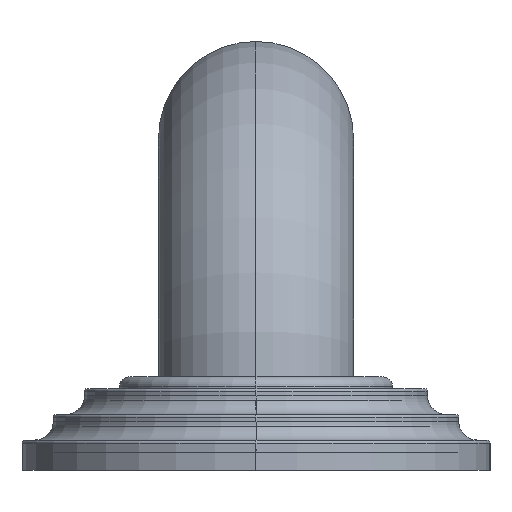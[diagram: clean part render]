
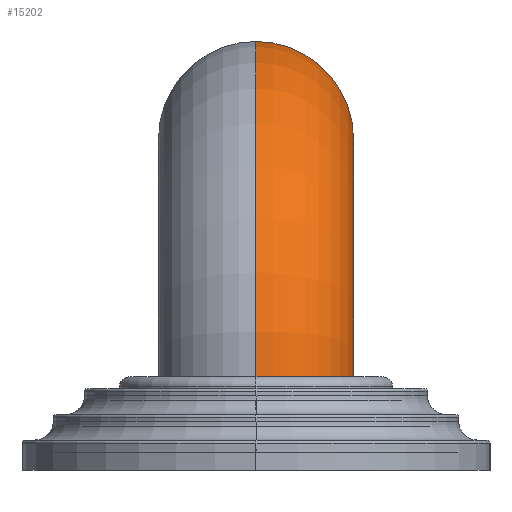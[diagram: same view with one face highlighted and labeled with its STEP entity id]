
A CAD part, left-side view. The second image highlights one B-rep face of the part: STEP entity #15202.
In plain terms, the highlighted toroidal (fillet/blend) face has major radius 41.275 mm and minor radius 15.875 mm.
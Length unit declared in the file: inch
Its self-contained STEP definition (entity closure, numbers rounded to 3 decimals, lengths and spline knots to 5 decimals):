
#14004=CARTESIAN_POINT('',(-21.,0.,-1.625));
#14005=DIRECTION('',(0.,0.,1.));
#14006=DIRECTION('',(-1.,0.,0.));
#14007=AXIS2_PLACEMENT_3D('',#14004,#14005,#14006);
#14009=CARTESIAN_POINT('',(-19.375,0.,-1.625));
#14010=DIRECTION('',(0.,1.,0.));
#14011=DIRECTION('',(-1.,0.,0.));
#14012=AXIS2_PLACEMENT_3D('',#14009,#14010,#14011);
#14019=CARTESIAN_POINT('',(-19.375,0.,-1.625));
#14020=DIRECTION('',(0.,1.,0.));
#14021=DIRECTION('',(-1.,0.,0.));
#14022=AXIS2_PLACEMENT_3D('',#14019,#14020,#14021);
#14296=CARTESIAN_POINT('',(-19.375,0.,0.));
#14297=DIRECTION('',(1.,0.,0.));
#14298=DIRECTION('',(0.,0.,1.));
#14299=AXIS2_PLACEMENT_3D('',#14296,#14297,#14298);
#15028=CARTESIAN_POINT('',(-20.375,0.,-1.625));
#15029=CARTESIAN_POINT('',(-21.625,0.,-1.625));
#15030=VERTEX_POINT('',#15028);
#15031=VERTEX_POINT('',#15029);
#15032=CARTESIAN_POINT('',(-19.375,0.,-0.625));
#15033=CARTESIAN_POINT('',(-19.375,0.,0.625));
#15034=VERTEX_POINT('',#15032);
#15035=VERTEX_POINT('',#15033);
#15188=CARTESIAN_POINT('',(-19.375,0.,-1.625));
#15189=DIRECTION('',(0.,1.,0.));
#15190=DIRECTION('',(1.,0.,0.));
#15191=AXIS2_PLACEMENT_3D('',#15188,#15189,#15190);
#15192=TOROIDAL_SURFACE('',#15191,1.625,0.625);
#15193=ORIENTED_EDGE('',*,*,#15182,.F.);
#15195=ORIENTED_EDGE('',*,*,#15194,.T.);
#15197=ORIENTED_EDGE('',*,*,#15196,.T.);
#15199=ORIENTED_EDGE('',*,*,#15198,.F.);
#15200=EDGE_LOOP('',(#15193,#15195,#15197,#15199));
#15201=FACE_OUTER_BOUND('',#15200,.F.);
#15202=ADVANCED_FACE('',(#15201),#15192,.T.);
#14008=CIRCLE('',#14007,0.625);
#14013=CIRCLE('',#14012,2.25);
#14023=CIRCLE('',#14022,1.);
#14300=CIRCLE('',#14299,0.625);
#15182=EDGE_CURVE('',#15031,#15030,#14008,.T.);
#15194=EDGE_CURVE('',#15031,#15035,#14013,.T.);
#15196=EDGE_CURVE('',#15035,#15034,#14300,.T.);
#15198=EDGE_CURVE('',#15030,#15034,#14023,.T.);
